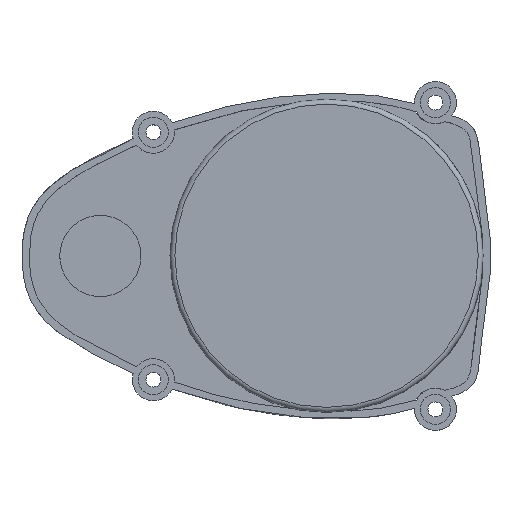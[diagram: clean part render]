
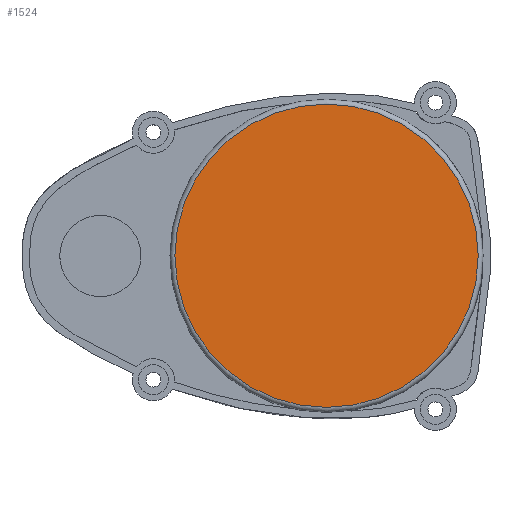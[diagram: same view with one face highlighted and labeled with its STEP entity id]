
A CAD part, top view. The second image highlights one B-rep face of the part: STEP entity #1524.
In plain terms, the highlighted planar face has unit normal (0, 0, 1).
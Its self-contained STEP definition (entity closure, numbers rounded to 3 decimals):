
#126=CIRCLE('',#1664,30.65);
#239=FACE_OUTER_BOUND('',#343,.T.);
#343=EDGE_LOOP('',(#1180));
#705=VERTEX_POINT('',#2403);
#878=EDGE_CURVE('',#705,#705,#126,.T.);
#1180=ORIENTED_EDGE('',*,*,#878,.F.);
#1466=PLANE('',#1666);
#1524=ADVANCED_FACE('',(#239),#1466,.T.);
#1664=AXIS2_PLACEMENT_3D('',#2404,#1953,#1954);
#1666=AXIS2_PLACEMENT_3D('',#2406,#1957,#1958);
#1953=DIRECTION('center_axis',(0.,0.,-1.));
#1954=DIRECTION('ref_axis',(-1.,0.,0.));
#1957=DIRECTION('center_axis',(0.,0.,1.));
#1958=DIRECTION('ref_axis',(1.,0.,0.));
#2403=CARTESIAN_POINT('',(-30.65,0.,10.7));
#2404=CARTESIAN_POINT('Origin',(0.,0.,10.7));
#2406=CARTESIAN_POINT('Origin',(0.,0.,10.7));
